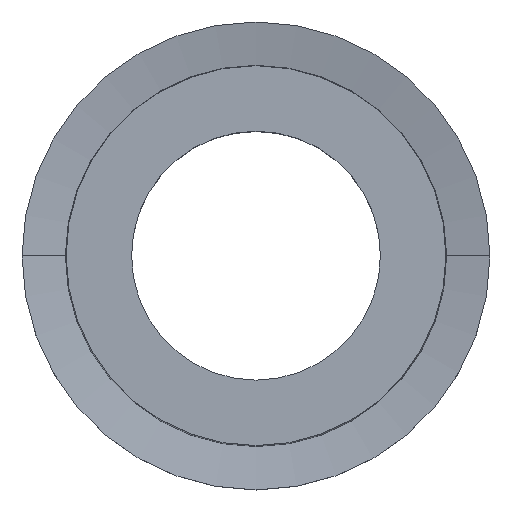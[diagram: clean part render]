
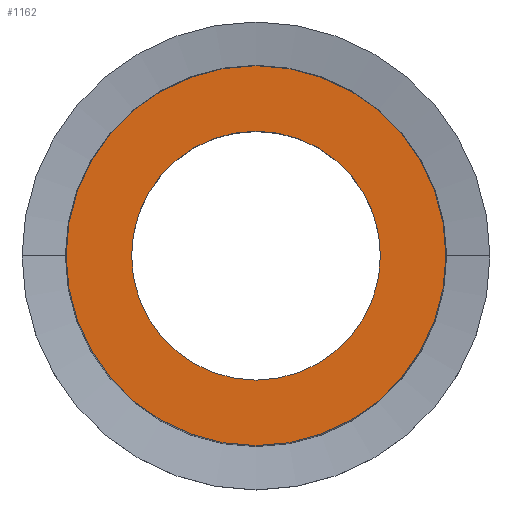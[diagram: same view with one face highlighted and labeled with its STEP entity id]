
A CAD part, top view. The second image highlights one B-rep face of the part: STEP entity #1162.
In plain terms, the highlighted planar face has unit normal (0, 0, 1).
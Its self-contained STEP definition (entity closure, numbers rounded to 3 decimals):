
#157 = CYLINDRICAL_SURFACE('',#158,11.448);
#158 = AXIS2_PLACEMENT_3D('',#159,#160,#161);
#159 = CARTESIAN_POINT('',(1262.977,-100.,-808.188));
#160 = DIRECTION('',(0.,0.,-1.));
#161 = DIRECTION('',(0.,1.,0.));
#234 = CYLINDRICAL_SURFACE('',#235,11.448);
#235 = AXIS2_PLACEMENT_3D('',#236,#237,#238);
#236 = CARTESIAN_POINT('',(1262.977,-100.,-808.188));
#237 = DIRECTION('',(0.,0.,-1.));
#238 = DIRECTION('',(0.,1.,0.));
#274 = VERTEX_POINT('',#275);
#275 = CARTESIAN_POINT('',(1262.977,-88.552,-805.75));
#296 = EDGE_CURVE('',#297,#274,#299,.T.);
#297 = VERTEX_POINT('',#298);
#298 = CARTESIAN_POINT('',(1262.977,-111.448,-805.75));
#299 = SURFACE_CURVE('',#300,(#305,#312),.PCURVE_S1.);
#300 = CIRCLE('',#301,11.448);
#301 = AXIS2_PLACEMENT_3D('',#302,#303,#304);
#302 = CARTESIAN_POINT('',(1262.977,-100.,-805.75));
#303 = DIRECTION('',(0.,0.,1.));
#304 = DIRECTION('',(0.,-1.,0.));
#305 = PCURVE('',#234,#306);
#306 = DEFINITIONAL_REPRESENTATION('',(#307),#311);
#307 = LINE('',#308,#309);
#308 = CARTESIAN_POINT('',(3.142,-2.438));
#309 = VECTOR('',#310,1.);
#310 = DIRECTION('',(-1.,0.));
#311 = ( GEOMETRIC_REPRESENTATION_CONTEXT(2) 
PARAMETRIC_REPRESENTATION_CONTEXT() REPRESENTATION_CONTEXT('2D SPACE',''
  ) );
#312 = PCURVE('',#313,#318);
#313 = PLANE('',#314);
#314 = AXIS2_PLACEMENT_3D('',#315,#316,#317);
#315 = CARTESIAN_POINT('',(1262.977,-90.526,-805.75));
#316 = DIRECTION('',(0.,0.,1.));
#317 = DIRECTION('',(0.,-1.,0.));
#318 = DEFINITIONAL_REPRESENTATION('',(#319),#323);
#319 = CIRCLE('',#320,11.448);
#320 = AXIS2_PLACEMENT_2D('',#321,#322);
#321 = CARTESIAN_POINT('',(9.474,0.));
#322 = DIRECTION('',(1.,0.));
#323 = ( GEOMETRIC_REPRESENTATION_CONTEXT(2) 
PARAMETRIC_REPRESENTATION_CONTEXT() REPRESENTATION_CONTEXT('2D SPACE',''
  ) );
#351 = EDGE_CURVE('',#274,#297,#352,.T.);
#352 = SURFACE_CURVE('',#353,(#358,#365),.PCURVE_S1.);
#353 = CIRCLE('',#354,11.448);
#354 = AXIS2_PLACEMENT_3D('',#355,#356,#357);
#355 = CARTESIAN_POINT('',(1262.977,-100.,-805.75));
#356 = DIRECTION('',(0.,-0.,1.));
#357 = DIRECTION('',(0.,1.,0.));
#358 = PCURVE('',#157,#359);
#359 = DEFINITIONAL_REPRESENTATION('',(#360),#364);
#360 = LINE('',#361,#362);
#361 = CARTESIAN_POINT('',(6.283,-2.438));
#362 = VECTOR('',#363,1.);
#363 = DIRECTION('',(-1.,0.));
#364 = ( GEOMETRIC_REPRESENTATION_CONTEXT(2) 
PARAMETRIC_REPRESENTATION_CONTEXT() REPRESENTATION_CONTEXT('2D SPACE',''
  ) );
#365 = PCURVE('',#313,#366);
#366 = DEFINITIONAL_REPRESENTATION('',(#367),#371);
#367 = CIRCLE('',#368,11.448);
#368 = AXIS2_PLACEMENT_2D('',#369,#370);
#369 = CARTESIAN_POINT('',(9.474,0.));
#370 = DIRECTION('',(-1.,-0.));
#371 = ( GEOMETRIC_REPRESENTATION_CONTEXT(2) 
PARAMETRIC_REPRESENTATION_CONTEXT() REPRESENTATION_CONTEXT('2D SPACE',''
  ) );
#981 = CYLINDRICAL_SURFACE('',#982,7.5);
#982 = AXIS2_PLACEMENT_3D('',#983,#984,#985);
#983 = CARTESIAN_POINT('',(1262.977,-100.,-811.75));
#984 = DIRECTION('',(0.,0.,-1.));
#985 = DIRECTION('',(0.,1.,0.));
#1055 = CYLINDRICAL_SURFACE('',#1056,7.5);
#1056 = AXIS2_PLACEMENT_3D('',#1057,#1058,#1059);
#1057 = CARTESIAN_POINT('',(1262.977,-100.,-811.75));
#1058 = DIRECTION('',(0.,0.,-1.));
#1059 = DIRECTION('',(0.,1.,0.));
#1070 = EDGE_CURVE('',#1071,#1073,#1075,.T.);
#1071 = VERTEX_POINT('',#1072);
#1072 = CARTESIAN_POINT('',(1262.977,-92.5,-805.75));
#1073 = VERTEX_POINT('',#1074);
#1074 = CARTESIAN_POINT('',(1262.977,-107.5,-805.75));
#1075 = SURFACE_CURVE('',#1076,(#1081,#1088),.PCURVE_S1.);
#1076 = CIRCLE('',#1077,7.5);
#1077 = AXIS2_PLACEMENT_3D('',#1078,#1079,#1080);
#1078 = CARTESIAN_POINT('',(1262.977,-100.,-805.75));
#1079 = DIRECTION('',(0.,-0.,1.));
#1080 = DIRECTION('',(0.,1.,0.));
#1081 = PCURVE('',#1055,#1082);
#1082 = DEFINITIONAL_REPRESENTATION('',(#1083),#1087);
#1083 = LINE('',#1084,#1085);
#1084 = CARTESIAN_POINT('',(6.283,-6.));
#1085 = VECTOR('',#1086,1.);
#1086 = DIRECTION('',(-1.,0.));
#1087 = ( GEOMETRIC_REPRESENTATION_CONTEXT(2) 
PARAMETRIC_REPRESENTATION_CONTEXT() REPRESENTATION_CONTEXT('2D SPACE',''
  ) );
#1088 = PCURVE('',#313,#1089);
#1089 = DEFINITIONAL_REPRESENTATION('',(#1090),#1094);
#1090 = CIRCLE('',#1091,7.5);
#1091 = AXIS2_PLACEMENT_2D('',#1092,#1093);
#1092 = CARTESIAN_POINT('',(9.474,0.));
#1093 = DIRECTION('',(-1.,-0.));
#1094 = ( GEOMETRIC_REPRESENTATION_CONTEXT(2) 
PARAMETRIC_REPRESENTATION_CONTEXT() REPRESENTATION_CONTEXT('2D SPACE',''
  ) );
#1162 = ADVANCED_FACE('',(#1163,#1167),#313,.T.);
#1163 = FACE_BOUND('',#1164,.F.);
#1164 = EDGE_LOOP('',(#1165,#1166));
#1165 = ORIENTED_EDGE('',*,*,#351,.F.);
#1166 = ORIENTED_EDGE('',*,*,#296,.F.);
#1167 = FACE_BOUND('',#1168,.F.);
#1168 = EDGE_LOOP('',(#1169,#1191));
#1169 = ORIENTED_EDGE('',*,*,#1170,.T.);
#1170 = EDGE_CURVE('',#1073,#1071,#1171,.T.);
#1171 = SURFACE_CURVE('',#1172,(#1177,#1184),.PCURVE_S1.);
#1172 = CIRCLE('',#1173,7.5);
#1173 = AXIS2_PLACEMENT_3D('',#1174,#1175,#1176);
#1174 = CARTESIAN_POINT('',(1262.977,-100.,-805.75));
#1175 = DIRECTION('',(0.,0.,1.));
#1176 = DIRECTION('',(0.,-1.,0.));
#1177 = PCURVE('',#313,#1178);
#1178 = DEFINITIONAL_REPRESENTATION('',(#1179),#1183);
#1179 = CIRCLE('',#1180,7.5);
#1180 = AXIS2_PLACEMENT_2D('',#1181,#1182);
#1181 = CARTESIAN_POINT('',(9.474,0.));
#1182 = DIRECTION('',(1.,0.));
#1183 = ( GEOMETRIC_REPRESENTATION_CONTEXT(2) 
PARAMETRIC_REPRESENTATION_CONTEXT() REPRESENTATION_CONTEXT('2D SPACE',''
  ) );
#1184 = PCURVE('',#981,#1185);
#1185 = DEFINITIONAL_REPRESENTATION('',(#1186),#1190);
#1186 = LINE('',#1187,#1188);
#1187 = CARTESIAN_POINT('',(3.142,-6.));
#1188 = VECTOR('',#1189,1.);
#1189 = DIRECTION('',(-1.,0.));
#1190 = ( GEOMETRIC_REPRESENTATION_CONTEXT(2) 
PARAMETRIC_REPRESENTATION_CONTEXT() REPRESENTATION_CONTEXT('2D SPACE',''
  ) );
#1191 = ORIENTED_EDGE('',*,*,#1070,.T.);
